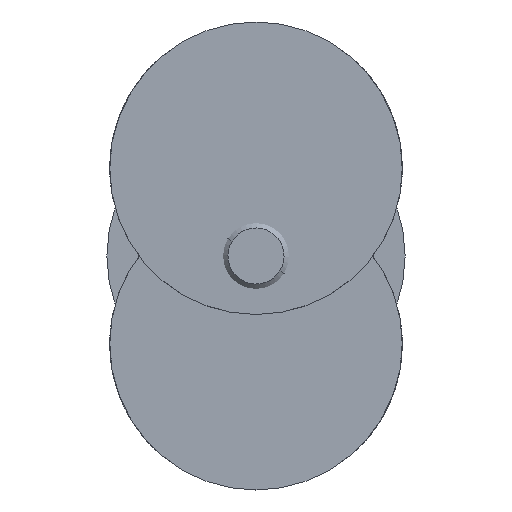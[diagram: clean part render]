
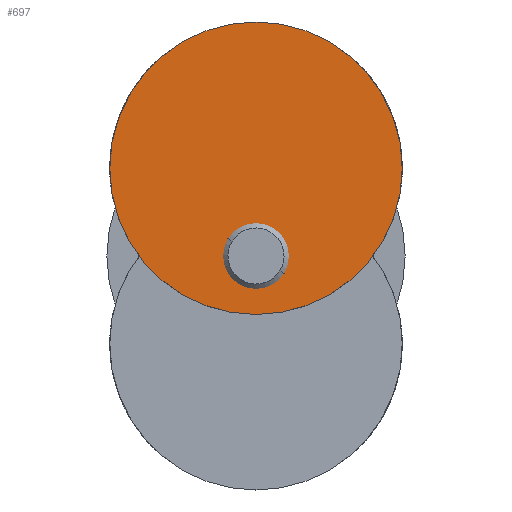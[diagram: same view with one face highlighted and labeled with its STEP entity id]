
A CAD part, front view. The second image highlights one B-rep face of the part: STEP entity #697.
In plain terms, the highlighted planar face has unit normal (0, -1, 0).
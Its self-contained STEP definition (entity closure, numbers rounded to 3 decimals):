
#33 = CARTESIAN_POINT ( 'NONE',  ( 2.5, -24., 7.5 ) ) ;
#91 = CIRCLE ( 'NONE', #300, 12.5 ) ;
#167 = CIRCLE ( 'NONE', #416, 12.5 ) ;
#227 = EDGE_CURVE ( 'NONE', #1154, #891, #91, .T. ) ;
#278 = AXIS2_PLACEMENT_3D ( 'NONE', #338, #718, #2032 ) ;
#290 = ORIENTED_EDGE ( 'NONE', *, *, #1525, .T. ) ;
#300 = AXIS2_PLACEMENT_3D ( 'NONE', #2178, #1796, #1274 ) ;
#338 = CARTESIAN_POINT ( 'NONE',  ( 0., -24., 7.5 ) ) ;
#416 = AXIS2_PLACEMENT_3D ( 'NONE', #696, #884, #1976 ) ;
#571 = PLANE ( 'NONE',  #2133 ) ;
#624 = DIRECTION ( 'NONE',  ( 0., 1., 0. ) ) ;
#679 = CARTESIAN_POINT ( 'NONE',  ( 12.5, -24., 15. ) ) ;
#696 = CARTESIAN_POINT ( 'NONE',  ( 0., -24., 15. ) ) ;
#697 = ADVANCED_FACE ( 'NONE', ( #1618, #1589 ), #571, .F. ) ;
#718 = DIRECTION ( 'NONE',  ( 0., 1., 0. ) ) ;
#858 = AXIS2_PLACEMENT_3D ( 'NONE', #1833, #1297, #1483 ) ;
#884 = DIRECTION ( 'NONE',  ( 0., 1., 0. ) ) ;
#891 = VERTEX_POINT ( 'NONE', #679 ) ;
#970 = EDGE_LOOP ( 'NONE', ( #1109, #1829 ) ) ;
#974 = EDGE_CURVE ( 'NONE', #891, #1154, #167, .T. ) ;
#982 = DIRECTION ( 'NONE',  ( 1., 0., 0. ) ) ;
#1109 = ORIENTED_EDGE ( 'NONE', *, *, #227, .F. ) ;
#1154 = VERTEX_POINT ( 'NONE', #1928 ) ;
#1274 = DIRECTION ( 'NONE',  ( 1., 0., 0. ) ) ;
#1297 = DIRECTION ( 'NONE',  ( 0., 1., 0. ) ) ;
#1329 = EDGE_CURVE ( 'NONE', #2264, #1738, #1477, .T. ) ;
#1477 = CIRCLE ( 'NONE', #278, 2.5 ) ;
#1481 = EDGE_LOOP ( 'NONE', ( #290, #1617 ) ) ;
#1483 = DIRECTION ( 'NONE',  ( 1., 0., 0. ) ) ;
#1525 = EDGE_CURVE ( 'NONE', #1738, #2264, #1841, .T. ) ;
#1589 = FACE_OUTER_BOUND ( 'NONE', #970, .T. ) ;
#1617 = ORIENTED_EDGE ( 'NONE', *, *, #1329, .T. ) ;
#1618 = FACE_BOUND ( 'NONE', #1481, .T. ) ;
#1738 = VERTEX_POINT ( 'NONE', #33 ) ;
#1796 = DIRECTION ( 'NONE',  ( 0., 1., 0. ) ) ;
#1829 = ORIENTED_EDGE ( 'NONE', *, *, #974, .F. ) ;
#1833 = CARTESIAN_POINT ( 'NONE',  ( 0., -24., 7.5 ) ) ;
#1841 = CIRCLE ( 'NONE', #858, 2.5 ) ;
#1887 = CARTESIAN_POINT ( 'NONE',  ( -2.5, -24., 7.5 ) ) ;
#1928 = CARTESIAN_POINT ( 'NONE',  ( -12.5, -24., 15. ) ) ;
#1976 = DIRECTION ( 'NONE',  ( 1., 0., 0. ) ) ;
#2032 = DIRECTION ( 'NONE',  ( 1., 0., 0. ) ) ;
#2133 = AXIS2_PLACEMENT_3D ( 'NONE', #2305, #624, #982 ) ;
#2178 = CARTESIAN_POINT ( 'NONE',  ( 0., -24., 15. ) ) ;
#2264 = VERTEX_POINT ( 'NONE', #1887 ) ;
#2305 = CARTESIAN_POINT ( 'NONE',  ( 0., -24., 15. ) ) ;
